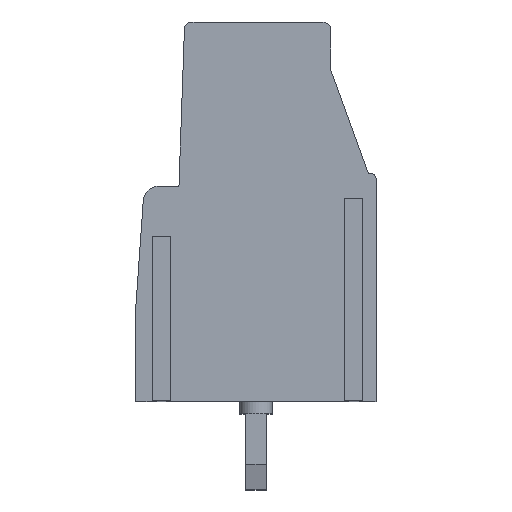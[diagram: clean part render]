
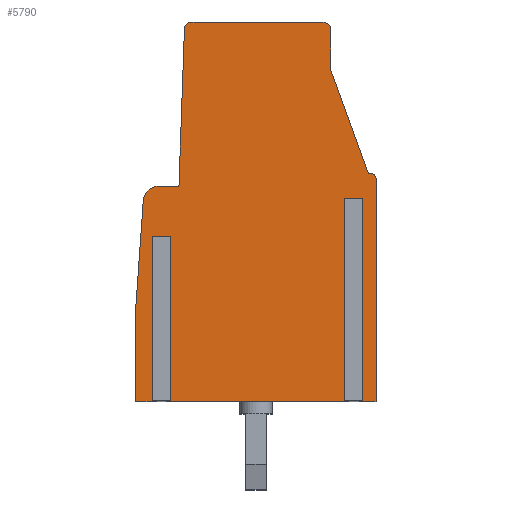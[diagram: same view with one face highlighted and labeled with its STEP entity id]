
A CAD part, top view. The second image highlights one B-rep face of the part: STEP entity #5790.
In plain terms, the highlighted face is planar.
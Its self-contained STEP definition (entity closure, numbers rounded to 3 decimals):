
#1070=CARTESIAN_POINT('',(-42.956,19.77,-7.5));
#1080=DIRECTION('',(1.,0.,0.));
#1090=VECTOR('',#1080,1.);
#1100=LINE('',#1070,#1090);
#1110=CARTESIAN_POINT('',(-34.249,19.77,-7.5));
#1120=VERTEX_POINT('',#1110);
#1130=CARTESIAN_POINT('',(-33.456,19.77,-7.5));
#1140=VERTEX_POINT('',#1130);
#1150=EDGE_CURVE('',#1120,#1140,#1100,.T.);
#1690=CARTESIAN_POINT('',(-34.663,19.77,-7.5));
#1700=VERTEX_POINT('',#1690);
#1730=CARTESIAN_POINT('',(-41.874,19.77,-7.5));
#1740=VERTEX_POINT('',#1730);
#1750=EDGE_CURVE('',#1740,#1700,#1100,.T.);
#2290=CARTESIAN_POINT('',(-42.288,19.77,-7.5));
#2300=VERTEX_POINT('',#2290);
#2330=CARTESIAN_POINT('',(-42.956,19.77,-7.5));
#2340=VERTEX_POINT('',#2330);
#2350=EDGE_CURVE('',#2340,#2300,#1100,.T.);
#4190=CARTESIAN_POINT('',(0.,0.,-7.5));
#4200=DIRECTION('',(0.,0.,1.));
#4210=DIRECTION('',(1.,0.,0.));
#4220=AXIS2_PLACEMENT_3D('',#4190,#4200,#4210);
#4230=PLANE('',#4220);
#4240=CARTESIAN_POINT('',(-35.673,34.47,-7.5));
#4250=DIRECTION('',(0.,0.,1.));
#4260=DIRECTION('',(1.,0.,0.));
#4270=AXIS2_PLACEMENT_3D('',#4240,#4250,#4260);
#4280=CIRCLE('',#4270,0.3);
#4290=CARTESIAN_POINT('',(-35.373,34.481,-7.5));
#4300=VERTEX_POINT('',#4290);
#4310=CARTESIAN_POINT('',(-35.673,34.77,-7.5));
#4320=VERTEX_POINT('',#4310);
#4330=EDGE_CURVE('',#4300,#4320,#4280,.T.);
#4340=ORIENTED_EDGE('',*,*,#4330,.F.);
#4350=CARTESIAN_POINT('',(-40.856,34.77,-7.5));
#4360=DIRECTION('',(1.,0.,0.));
#4370=VECTOR('',#4360,1.);
#4380=LINE('',#4350,#4370);
#4390=CARTESIAN_POINT('',(-40.856,34.77,-7.5));
#4400=VERTEX_POINT('',#4390);
#4410=EDGE_CURVE('',#4400,#4320,#4380,.T.);
#4420=ORIENTED_EDGE('',*,*,#4410,.T.);
#4430=CARTESIAN_POINT('',(-40.856,34.47,-7.5));
#4440=DIRECTION('',(0.,0.,1.));
#4450=DIRECTION('',(1.,0.,0.));
#4460=AXIS2_PLACEMENT_3D('',#4430,#4440,#4450);
#4470=CIRCLE('',#4460,0.3);
#4480=CARTESIAN_POINT('',(-41.156,34.47,-7.5));
#4490=VERTEX_POINT('',#4480);
#4500=EDGE_CURVE('',#4400,#4490,#4470,.T.);
#4510=ORIENTED_EDGE('',*,*,#4500,.F.);
#4520=CARTESIAN_POINT('',(-41.156,32.891,-7.5));
#4530=DIRECTION('',(0.,1.,0.));
#4540=VECTOR('',#4530,1.);
#4550=LINE('',#4520,#4540);
#4560=CARTESIAN_POINT('',(-41.156,32.891,-7.5));
#4570=VERTEX_POINT('',#4560);
#4580=EDGE_CURVE('',#4570,#4490,#4550,.T.);
#4590=ORIENTED_EDGE('',*,*,#4580,.T.);
#4600=CARTESIAN_POINT('',(-41.156,32.891,-7.5));
#4610=DIRECTION('',(-0.342,-0.94,0.));
#4620=VECTOR('',#4610,1.);
#4630=LINE('',#4600,#4620);
#4640=CARTESIAN_POINT('',(-42.656,28.77,-7.5));
#4650=VERTEX_POINT('',#4640);
#4660=EDGE_CURVE('',#4570,#4650,#4630,.T.);
#4670=ORIENTED_EDGE('',*,*,#4660,.F.);
#4680=CARTESIAN_POINT('',(-42.756,28.77,-7.5));
#4690=DIRECTION('',(1.,0.,0.));
#4700=VECTOR('',#4690,1.);
#4710=LINE('',#4680,#4700);
#4720=CARTESIAN_POINT('',(-42.756,28.77,-7.5));
#4730=VERTEX_POINT('',#4720);
#4740=EDGE_CURVE('',#4730,#4650,#4710,.T.);
#4750=ORIENTED_EDGE('',*,*,#4740,.T.);
#4760=CARTESIAN_POINT('',(-42.756,28.57,-7.5));
#4770=DIRECTION('',(0.,0.,1.));
#4780=DIRECTION('',(1.,0.,0.));
#4790=AXIS2_PLACEMENT_3D('',#4760,#4770,#4780);
#4800=CIRCLE('',#4790,0.2);
#4810=CARTESIAN_POINT('',(-42.956,28.57,-7.5));
#4820=VERTEX_POINT('',#4810);
#4830=EDGE_CURVE('',#4730,#4820,#4800,.T.);
#4840=ORIENTED_EDGE('',*,*,#4830,.F.);
#4850=CARTESIAN_POINT('',(-42.956,19.77,-7.5));
#4860=DIRECTION('',(0.,1.,0.));
#4870=VECTOR('',#4860,1.);
#4880=LINE('',#4850,#4870);
#4890=EDGE_CURVE('',#2340,#4820,#4880,.T.);
#4900=ORIENTED_EDGE('',*,*,#4890,.T.);
#4910=ORIENTED_EDGE('',*,*,#2350,.F.);
#4920=CARTESIAN_POINT('',(-42.288,0.,-7.5));
#4930=DIRECTION('',(0.,-1.,0.));
#4940=VECTOR('',#4930,1.);
#4950=LINE('',#4920,#4940);
#4960=CARTESIAN_POINT('',(-42.288,27.77,-7.5));
#4970=VERTEX_POINT('',#4960);
#4980=EDGE_CURVE('',#4970,#2300,#4950,.T.);
#4990=ORIENTED_EDGE('',*,*,#4980,.T.);
#5000=CARTESIAN_POINT('',(0.,27.77,-7.5));
#5010=DIRECTION('',(1.,0.,0.));
#5020=VECTOR('',#5010,1.);
#5030=LINE('',#5000,#5020);
#5040=CARTESIAN_POINT('',(-41.874,27.77,-7.5));
#5050=VERTEX_POINT('',#5040);
#5060=EDGE_CURVE('',#4970,#5050,#5030,.T.);
#5070=ORIENTED_EDGE('',*,*,#5060,.F.);
#5080=CARTESIAN_POINT('',(-41.874,0.,-7.5));
#5090=DIRECTION('',(0.,1.,0.));
#5100=VECTOR('',#5090,1.);
#5110=LINE('',#5080,#5100);
#5120=EDGE_CURVE('',#1740,#5050,#5110,.T.);
#5130=ORIENTED_EDGE('',*,*,#5120,.T.);
#5140=ORIENTED_EDGE('',*,*,#1750,.F.);
#5150=CARTESIAN_POINT('',(-34.663,0.,-7.5));
#5160=DIRECTION('',(0.,-1.,0.));
#5170=VECTOR('',#5160,1.);
#5180=LINE('',#5150,#5170);
#5190=CARTESIAN_POINT('',(-34.663,26.27,-7.5));
#5200=VERTEX_POINT('',#5190);
#5210=EDGE_CURVE('',#5200,#1700,#5180,.T.);
#5220=ORIENTED_EDGE('',*,*,#5210,.T.);
#5230=CARTESIAN_POINT('',(0.,26.27,-7.5));
#5240=DIRECTION('',(1.,0.,0.));
#5250=VECTOR('',#5240,1.);
#5260=LINE('',#5230,#5250);
#5270=CARTESIAN_POINT('',(-34.249,26.27,-7.5));
#5280=VERTEX_POINT('',#5270);
#5290=EDGE_CURVE('',#5200,#5280,#5260,.T.);
#5300=ORIENTED_EDGE('',*,*,#5290,.F.);
#5310=CARTESIAN_POINT('',(-34.249,0.,-7.5));
#5320=DIRECTION('',(0.,1.,0.));
#5330=VECTOR('',#5320,1.);
#5340=LINE('',#5310,#5330);
#5350=EDGE_CURVE('',#1120,#5280,#5340,.T.);
#5360=ORIENTED_EDGE('',*,*,#5350,.T.);
#5370=ORIENTED_EDGE('',*,*,#1150,.F.);
#5380=CARTESIAN_POINT('',(-33.456,23.59,-7.5));
#5390=DIRECTION('',(0.,-1.,0.));
#5400=VECTOR('',#5390,1.);
#5410=LINE('',#5380,#5400);
#5420=CARTESIAN_POINT('',(-33.456,23.59,-7.5));
#5430=VERTEX_POINT('',#5420);
#5440=EDGE_CURVE('',#5430,#1140,#5410,.T.);
#5450=ORIENTED_EDGE('',*,*,#5440,.T.);
#5460=CARTESIAN_POINT('',(-33.745,27.712,-7.5));
#5470=DIRECTION('',(0.07,-0.998,0.));
#5480=VECTOR('',#5470,1.);
#5490=LINE('',#5460,#5480);
#5500=CARTESIAN_POINT('',(-33.745,27.712,-7.5));
#5510=VERTEX_POINT('',#5500);
#5520=EDGE_CURVE('',#5510,#5430,#5490,.T.);
#5530=ORIENTED_EDGE('',*,*,#5520,.T.);
#5540=CARTESIAN_POINT('',(-34.343,27.67,-7.5));
#5550=DIRECTION('',(0.,0.,1.));
#5560=DIRECTION('',(1.,0.,0.));
#5570=AXIS2_PLACEMENT_3D('',#5540,#5550,#5560);
#5580=CIRCLE('',#5570,0.6);
#5590=CARTESIAN_POINT('',(-34.343,28.27,-7.5));
#5600=VERTEX_POINT('',#5590);
#5610=EDGE_CURVE('',#5510,#5600,#5580,.T.);
#5620=ORIENTED_EDGE('',*,*,#5610,.F.);
#5630=CARTESIAN_POINT('',(-35.156,28.27,-7.5));
#5640=DIRECTION('',(1.,0.,0.));
#5650=VECTOR('',#5640,1.);
#5660=LINE('',#5630,#5650);
#5670=CARTESIAN_POINT('',(-35.156,28.27,-7.5));
#5680=VERTEX_POINT('',#5670);
#5690=EDGE_CURVE('',#5680,#5600,#5660,.T.);
#5700=ORIENTED_EDGE('',*,*,#5690,.T.);
#5710=CARTESIAN_POINT('',(-35.373,34.481,-7.5));
#5720=DIRECTION('',(0.035,-0.999,0.));
#5730=VECTOR('',#5720,1.);
#5740=LINE('',#5710,#5730);
#5750=EDGE_CURVE('',#4300,#5680,#5740,.T.);
#5760=ORIENTED_EDGE('',*,*,#5750,.T.);
#5770=EDGE_LOOP('',(#5760,#5700,#5620,#5530,#5450,#5370,#5360,#5300,
#5220,#5140,#5130,#5070,#4990,#4910,#4900,#4840,#4750,#4670,#4590,#4510,
#4420,#4340));
#5780=FACE_OUTER_BOUND('',#5770,.T.);
#5790=ADVANCED_FACE('',(#5780),#4230,.F.);
